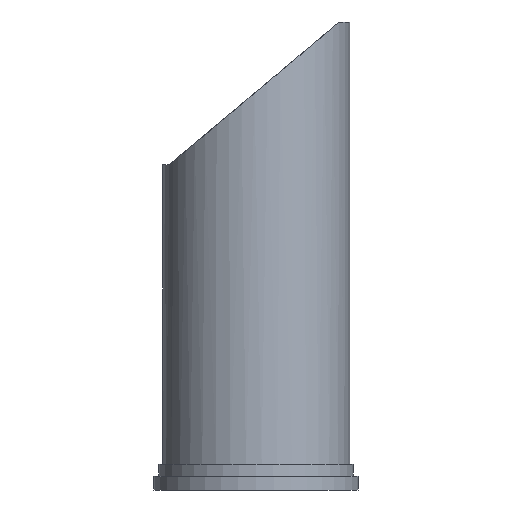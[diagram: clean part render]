
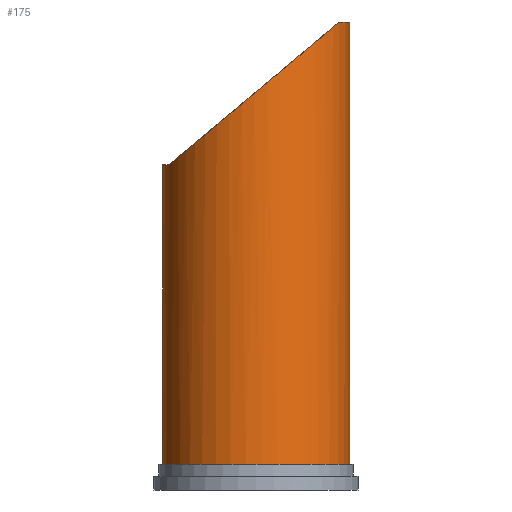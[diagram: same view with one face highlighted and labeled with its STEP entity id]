
A CAD part, front view. The second image highlights one B-rep face of the part: STEP entity #175.
In plain terms, the highlighted cylindrical face has radius 349.25 mm (diameter 698.5 mm), a full revolution.
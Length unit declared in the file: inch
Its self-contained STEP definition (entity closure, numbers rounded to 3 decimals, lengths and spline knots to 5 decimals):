
#18=FACE_BOUND('',#54,.T.);
#28=CYLINDRICAL_SURFACE('',#202,13.75);
#32=ELLIPSE('',#197,17.94935,13.75);
#34=ELLIPSE('',#200,17.94935,13.75);
#39=FACE_OUTER_BOUND('',#53,.T.);
#53=EDGE_LOOP('',(#138,#139,#140,#141));
#54=EDGE_LOOP('',(#142));
#82=CIRCLE('',#195,13.75);
#83=CIRCLE('',#203,13.75);
#84=CIRCLE('',#204,13.75);
#93=VERTEX_POINT('',#289);
#94=VERTEX_POINT('',#290);
#96=VERTEX_POINT('',#296);
#98=VERTEX_POINT('',#302);
#99=VERTEX_POINT('',#308);
#108=EDGE_CURVE('',#93,#94,#82,.T.);
#111=EDGE_CURVE('',#94,#96,#32,.T.);
#114=EDGE_CURVE('',#98,#93,#34,.T.);
#117=EDGE_CURVE('',#98,#96,#83,.T.);
#118=EDGE_CURVE('',#99,#99,#84,.T.);
#138=ORIENTED_EDGE('',*,*,#114,.T.);
#139=ORIENTED_EDGE('',*,*,#108,.T.);
#140=ORIENTED_EDGE('',*,*,#111,.T.);
#141=ORIENTED_EDGE('',*,*,#117,.F.);
#142=ORIENTED_EDGE('',*,*,#118,.F.);
#175=ADVANCED_FACE('',(#39,#18),#28,.T.);
#195=AXIS2_PLACEMENT_3D('',#291,#227,#228);
#197=AXIS2_PLACEMENT_3D('',#297,#233,#234);
#200=AXIS2_PLACEMENT_3D('',#303,#240,#241);
#202=AXIS2_PLACEMENT_3D('',#306,#245,#246);
#203=AXIS2_PLACEMENT_3D('',#307,#247,#248);
#204=AXIS2_PLACEMENT_3D('',#309,#249,#250);
#227=DIRECTION('center_axis',(0.,0.,-1.));
#228=DIRECTION('ref_axis',(-1.,0.,0.));
#233=DIRECTION('center_axis',(0.643,0.,-0.766));
#234=DIRECTION('ref_axis',(-0.766,0.,-0.643));
#240=DIRECTION('center_axis',(0.643,0.,-0.766));
#241=DIRECTION('ref_axis',(-0.766,0.,-0.643));
#245=DIRECTION('center_axis',(0.,0.,1.));
#246=DIRECTION('ref_axis',(-1.,0.,0.));
#247=DIRECTION('center_axis',(0.,0.,1.));
#248=DIRECTION('ref_axis',(-1.,0.,0.));
#249=DIRECTION('center_axis',(0.,0.,-1.));
#250=DIRECTION('ref_axis',(-1.,0.,0.));
#289=CARTESIAN_POINT('',(-12.75,-5.14782,47.76267));
#290=CARTESIAN_POINT('',(-12.75,5.14782,47.76267));
#291=CARTESIAN_POINT('Origin',(0.,0.,47.76267));
#296=CARTESIAN_POINT('',(12.25,6.245,68.74016));
#297=CARTESIAN_POINT('Origin',(0.,0.,58.46119));
#302=CARTESIAN_POINT('',(12.25,-6.245,68.74016));
#303=CARTESIAN_POINT('Origin',(0.,0.,58.46119));
#306=CARTESIAN_POINT('Origin',(0.,0.,0.));
#307=CARTESIAN_POINT('Origin',(0.,0.,68.74016));
#308=CARTESIAN_POINT('',(13.75,0.,3.78125));
#309=CARTESIAN_POINT('Origin',(0.,0.,3.78125));
